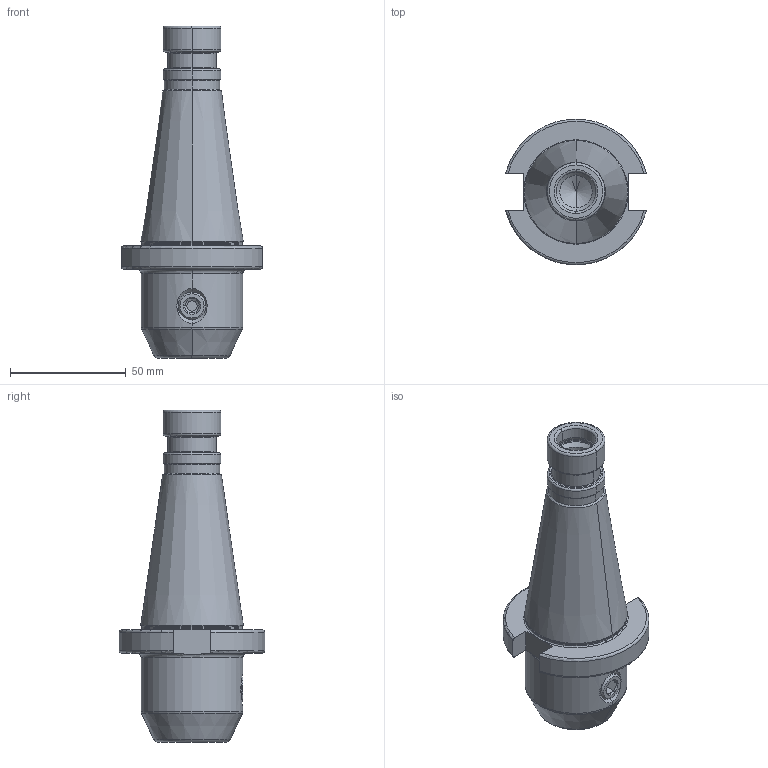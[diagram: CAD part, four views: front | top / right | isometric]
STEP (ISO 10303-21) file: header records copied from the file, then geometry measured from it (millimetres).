
FILE_DESCRIPTION((''),'2;1');
FILE_NAME('401_04_14','2020-09-02T',('103090'),(''),'CREO PARAMETRIC BY PTC INC, 2016260','CREO PARAMETRIC BY PTC INC, 2016260','');
FILE_SCHEMA(('CONFIG_CONTROL_DESIGN'));
Length unit declared in the file: millimetre
Products named in the file (1): 401_04_14
Bounding box: 60.91 x 62.76 x 143.4 mm (x, y, z)
Volume: 147474.7 mm3; surface area: 24700.6 mm2
Topology: 1 solids, 1 shells, 109 faces, 248 edges, 143 vertices
Faces by surface type: torus 32, cone 28, cylinder 26, plane 23
Entity records: 3313 total; most frequent: CARTESIAN_POINT 808, DIRECTION 566, ORIENTED_EDGE 492, EDGE_CURVE 246, AXIS2_PLACEMENT_3D 244, VERTEX_POINT 143, CIRCLE 132, EDGE_LOOP 113
